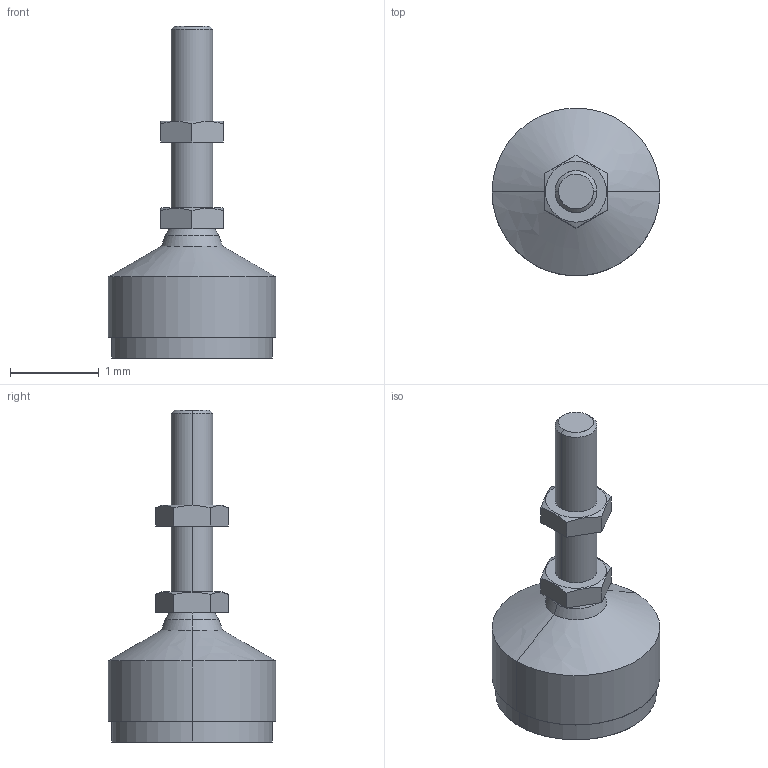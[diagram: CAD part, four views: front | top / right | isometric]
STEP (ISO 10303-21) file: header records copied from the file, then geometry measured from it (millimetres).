
FILE_DESCRIPTION((''),'2;1');
FILE_NAME('13FF8116.stp','2015-07-15T08:24:30',(''),(''),'Mechanical Desktop 2011','Mechanical Desktop 2011',', , ');
FILE_SCHEMA(('CONFIG_CONTROL_DESIGN'));
Length unit declared in the file: millimetre
Products named in the file (1): Product
Bounding box: 1.89 x 1.89 x 3.74 mm (x, y, z)
Volume: 0.1 mm3; surface area: 17.8 mm2
Topology: 2 solids, 2 shells, 42 faces, 122 edges, 102 vertices
Faces by surface type: bspline 18, plane 16, cylinder 4, cone 4
Entity records: 1768 total; most frequent: CARTESIAN_POINT 865, ORIENTED_EDGE 120, DIRECTION 106, QUASI_UNIFORM_CURVE 84, PCURVE 62, COMPOSITE_CURVE_SEGMENT 62, EDGE_CURVE 60, VERTEX_POINT 40
